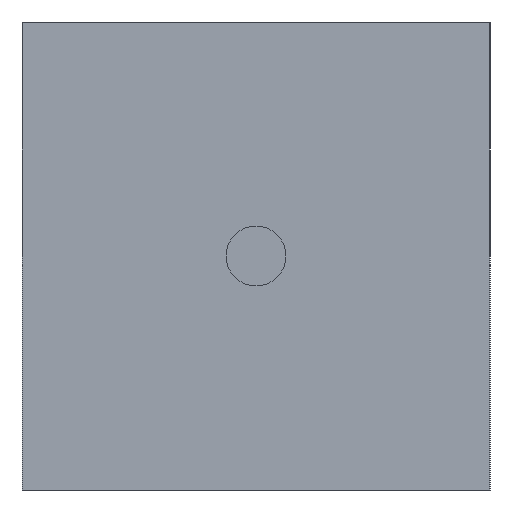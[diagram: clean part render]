
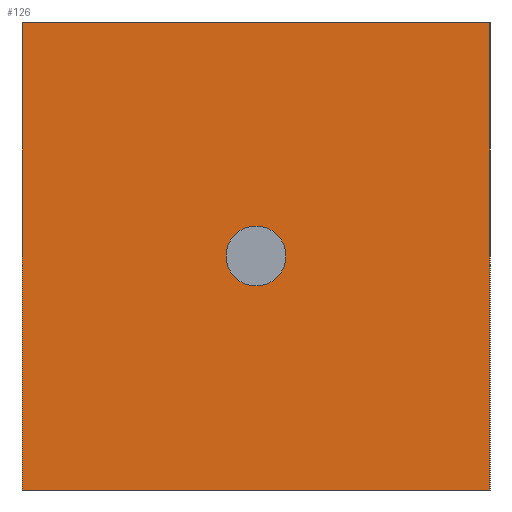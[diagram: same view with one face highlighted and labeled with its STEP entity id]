
A CAD part, left-side view. The second image highlights one B-rep face of the part: STEP entity #126.
In plain terms, the highlighted planar face has unit normal (-1, 0, 0).
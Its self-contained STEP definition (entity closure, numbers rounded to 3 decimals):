
#25 = EDGE_CURVE ( 'NONE', #285, #299, #240, .T. ) ;
#27 = EDGE_CURVE ( 'NONE', #303, #255, #180, .T. ) ;
#28 = EDGE_CURVE ( 'NONE', #299, #247, #177, .T. ) ;
#29 = EDGE_CURVE ( 'NONE', #289, #247, #178, .T. ) ;
#30 = EDGE_CURVE ( 'NONE', #285, #289, #179, .T. ) ;
#45 = CARTESIAN_POINT ( 'NONE',  ( -8.73, -3.175, -3.175 ) ) ;
#64 = CARTESIAN_POINT ( 'NONE',  ( -8.73, 0., -0.407 ) ) ;
#66 = CARTESIAN_POINT ( 'NONE',  ( -8.73, -3.175, 3.175 ) ) ;
#69 = CARTESIAN_POINT ( 'NONE',  ( -8.73, 3.175, 3.175 ) ) ;
#71 = CARTESIAN_POINT ( 'NONE',  ( -8.73, 3.175, -3.175 ) ) ;
#75 = CARTESIAN_POINT ( 'NONE',  ( -8.73, 0., 0.407 ) ) ;
#80 = CARTESIAN_POINT ( 'NONE',  ( -8.73, 0., 0. ) ) ;
#81 = DIRECTION ( 'NONE',  ( 1., 0., 0. ) ) ;
#82 = DIRECTION ( 'NONE',  ( 0., 0., -1. ) ) ;
#99 = DIRECTION ( 'NONE',  ( 1., 0., 0. ) ) ;
#101 = CARTESIAN_POINT ( 'NONE',  ( -8.73, 0., 0. ) ) ;
#103 = CARTESIAN_POINT ( 'NONE',  ( -8.73, -3.175, -3.175 ) ) ;
#104 = DIRECTION ( 'NONE',  ( 0., 0., -1. ) ) ;
#105 = CARTESIAN_POINT ( 'NONE',  ( -8.73, -3.175, 3.175 ) ) ;
#106 = DIRECTION ( 'NONE',  ( 0., 0., -1. ) ) ;
#109 = DIRECTION ( 'NONE',  ( 0., -1., 0. ) ) ;
#126 = ADVANCED_FACE ( 'NONE', ( #167, #163 ), #201, .F. ) ;
#155 = CIRCLE ( 'NONE', #225, 0.407 ) ;
#163 = FACE_OUTER_BOUND ( 'NONE', #234, .T. ) ;
#167 = FACE_BOUND ( 'NONE', #302, .T. ) ;
#172 = VECTOR ( 'NONE', #323, 1000. ) ;
#174 = VECTOR ( 'NONE', #327, 1000. ) ;
#176 = VECTOR ( 'NONE', #109, 1000. ) ;
#177 = LINE ( 'NONE', #103, #176 ) ;
#178 = LINE ( 'NONE', #329, #174 ) ;
#179 = LINE ( 'NONE', #105, #172 ) ;
#180 = CIRCLE ( 'NONE', #206, 0.407 ) ;
#186 = EDGE_CURVE ( 'NONE', #255, #303, #155, .T. ) ;
#197 = DIRECTION ( 'NONE',  ( 0., 0., -1. ) ) ;
#198 = DIRECTION ( 'NONE',  ( 1., 0., 0. ) ) ;
#200 = CARTESIAN_POINT ( 'NONE',  ( -8.73, -3.175, 3.175 ) ) ;
#201 = PLANE ( 'NONE',  #346 ) ;
#206 = AXIS2_PLACEMENT_3D ( 'NONE', #101, #99, #106 ) ;
#225 = AXIS2_PLACEMENT_3D ( 'NONE', #80, #81, #82 ) ;
#234 = EDGE_LOOP ( 'NONE', ( #262, #294, #261, #268 ) ) ;
#235 = VECTOR ( 'NONE', #104, 1000. ) ;
#240 = LINE ( 'NONE', #349, #235 ) ;
#247 = VERTEX_POINT ( 'NONE', #45 ) ;
#255 = VERTEX_POINT ( 'NONE', #64 ) ;
#261 = ORIENTED_EDGE ( 'NONE', *, *, #30, .F. ) ;
#262 = ORIENTED_EDGE ( 'NONE', *, *, #28, .T. ) ;
#268 = ORIENTED_EDGE ( 'NONE', *, *, #25, .T. ) ;
#276 = ORIENTED_EDGE ( 'NONE', *, *, #186, .T. ) ;
#281 = ORIENTED_EDGE ( 'NONE', *, *, #27, .T. ) ;
#285 = VERTEX_POINT ( 'NONE', #69 ) ;
#289 = VERTEX_POINT ( 'NONE', #66 ) ;
#294 = ORIENTED_EDGE ( 'NONE', *, *, #29, .F. ) ;
#299 = VERTEX_POINT ( 'NONE', #71 ) ;
#302 = EDGE_LOOP ( 'NONE', ( #276, #281 ) ) ;
#303 = VERTEX_POINT ( 'NONE', #75 ) ;
#323 = DIRECTION ( 'NONE',  ( 0., -1., 0. ) ) ;
#327 = DIRECTION ( 'NONE',  ( 0., 0., -1. ) ) ;
#329 = CARTESIAN_POINT ( 'NONE',  ( -8.73, -3.175, 3.175 ) ) ;
#346 = AXIS2_PLACEMENT_3D ( 'NONE', #200, #198, #197 ) ;
#349 = CARTESIAN_POINT ( 'NONE',  ( -8.73, 3.175, 3.175 ) ) ;
